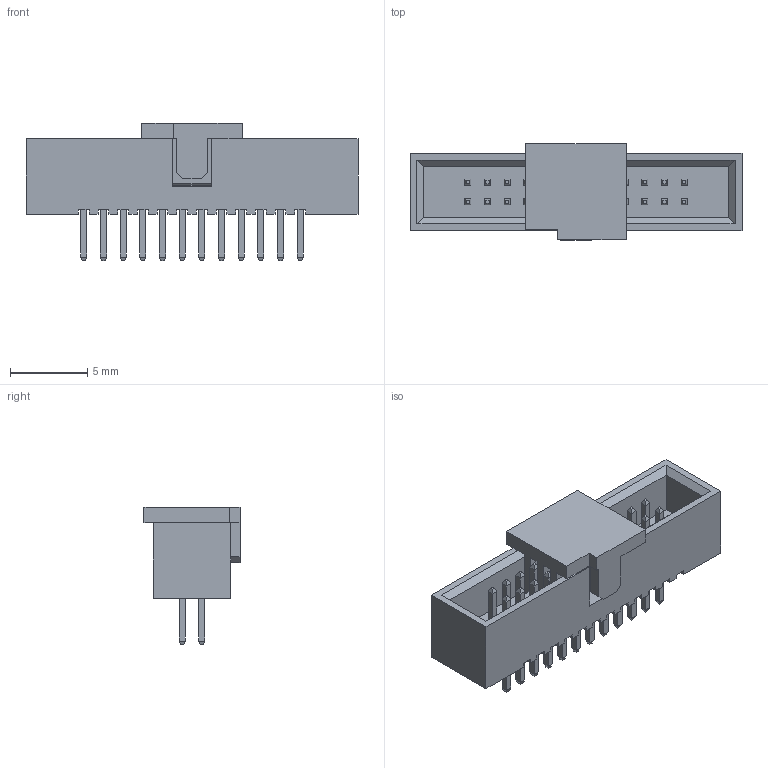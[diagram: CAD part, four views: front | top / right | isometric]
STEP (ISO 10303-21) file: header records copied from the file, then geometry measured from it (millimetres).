
FILE_DESCRIPTION( ('This file contains a STEP AP42 implementation' ,'as created by ZW3D STEP Interface translator.') ,'2;1' );
FILE_NAME( '3130-XXSXXBK00X2.stp' ,'231115.17 526', (''), ('ZWCAD Software Co.'), 'Version 1.0', 'ZW3D to STEP translator', '' );
FILE_SCHEMA(('AUTOMOTIVE_DESIGN { 1 0 10303 214 1 1 1 1 }'));
Length unit declared in the file: millimetre
Products named in the file (2): 0; 3130-24SSNBK00R2
Bounding box: 21.44 x 6.2 x 8.9 mm (x, y, z)
Volume: 398.3 mm3; surface area: 1079.9 mm2
Topology: 1 solids, 1 shells, 685 faces, 1715 edges, 1012 vertices
Faces by surface type: plane 676, bspline 5, cylinder 4
Entity records: 20357 total; most frequent: CARTESIAN_POINT 3470, ORIENTED_EDGE 3430, DIRECTION 3101, EDGE_CURVE 1715, VECTOR 1691, LINE 1691, VERTEX_POINT 1012, EDGE_LOOP 717
